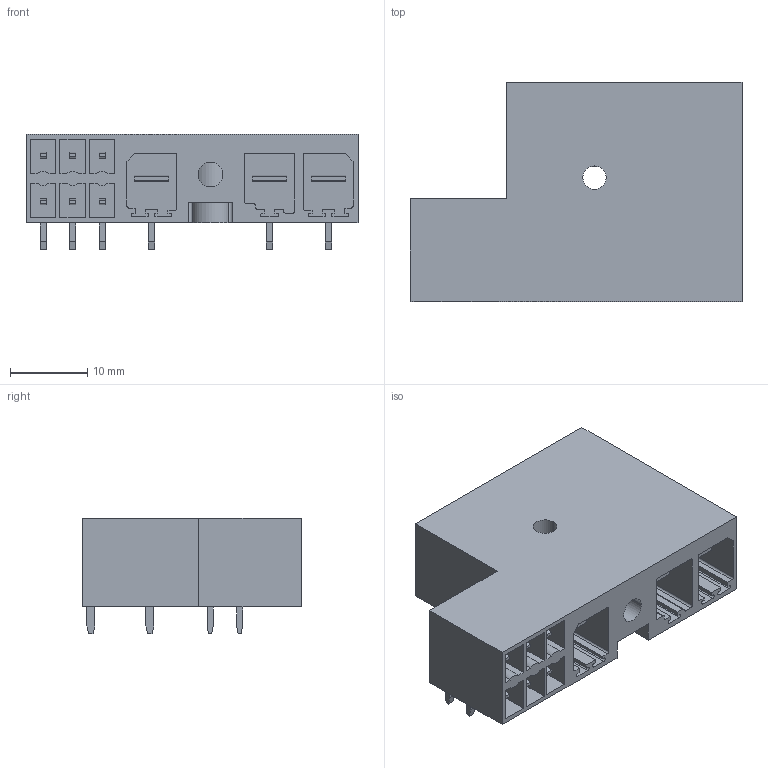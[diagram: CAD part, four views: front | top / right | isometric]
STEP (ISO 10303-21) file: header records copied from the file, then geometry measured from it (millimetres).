
FILE_DESCRIPTION(('CATIA V5 STEP Exchange','CAx-IF Rec.Pracs.--- Model Styling and Organization---1.2---2011-12-15'),'2;1');
FILE_NAME ('D1448390_0', '2018-11-28T03:02:10+00:00', ('none'), ('Weidmueller'), 'CATIA Version 5-6 Release 2014', 'CATIA V5 STEP AP214', 'none');
FILE_SCHEMA(('AUTOMOTIVE_DESIGN { 1 0 10303 214 1 1 1 1 }'));
Length unit declared in the file: millimetre
Products named in the file (1): 1089490000
Bounding box: 42.88 x 28.3 x 14.9 mm (x, y, z)
Volume: 8212.9 mm3; surface area: 8117.6 mm2
Topology: 10 solids, 10 shells, 411 faces, 1144 edges, 759 vertices
Faces by surface type: plane 362, cylinder 49
Entity records: 10950 total; most frequent: ORIENTED_EDGE 2288, CARTESIAN_POINT 1833, DIRECTION 1343, EDGE_CURVE 1011, VECTOR 925, LINE 925, VERTEX_POINT 655, EDGE_LOOP 445
